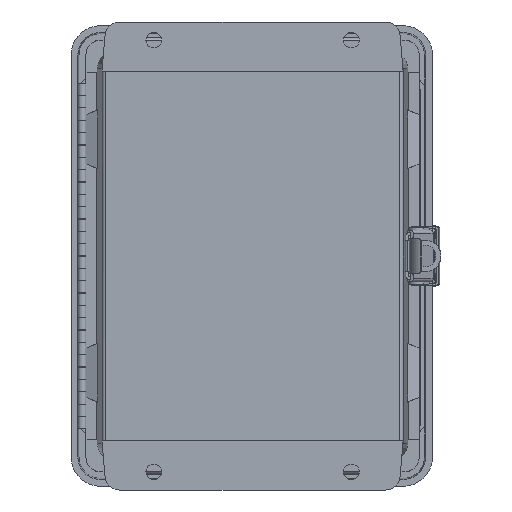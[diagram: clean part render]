
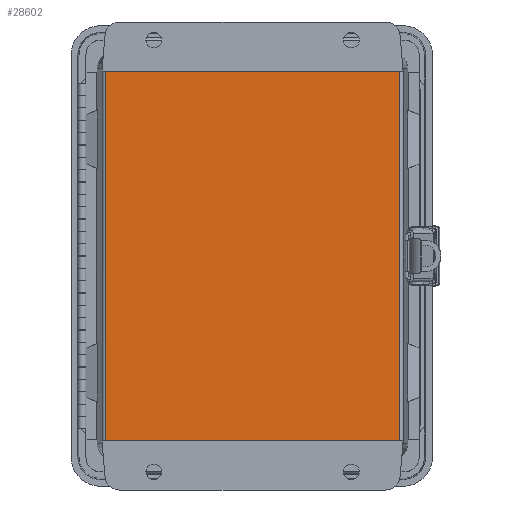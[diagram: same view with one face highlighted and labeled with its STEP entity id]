
A CAD part, front view. The second image highlights one B-rep face of the part: STEP entity #28602.
In plain terms, the highlighted planar face has unit normal (0, -1, 0).
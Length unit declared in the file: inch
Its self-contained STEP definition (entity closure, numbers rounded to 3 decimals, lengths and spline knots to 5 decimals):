
#471 = LINE ( 'NONE', #25120, #27396 ) ;
#672 = EDGE_CURVE ( 'NONE', #2248, #13787, #21027, .T. ) ;
#2248 = VERTEX_POINT ( 'NONE', #20800 ) ;
#3188 = EDGE_LOOP ( 'NONE', ( #30113, #11848, #6311, #6630 ) ) ;
#4921 = CARTESIAN_POINT ( 'NONE',  ( 2.97931, 0., 3.74249 ) ) ;
#5196 = CARTESIAN_POINT ( 'NONE',  ( -2.7975, 0., 3.74249 ) ) ;
#6311 = ORIENTED_EDGE ( 'NONE', *, *, #15086, .F. ) ;
#6630 = ORIENTED_EDGE ( 'NONE', *, *, #32633, .T. ) ;
#6782 = CARTESIAN_POINT ( 'NONE',  ( -2.97931, 0., -3.798 ) ) ;
#7859 = DIRECTION ( 'NONE',  ( 1., 0., 0. ) ) ;
#8113 = CARTESIAN_POINT ( 'NONE',  ( -2.7975, 0., -3.74249 ) ) ;
#9208 = VERTEX_POINT ( 'NONE', #13046 ) ;
#11848 = ORIENTED_EDGE ( 'NONE', *, *, #12534, .T. ) ;
#12534 = EDGE_CURVE ( 'NONE', #2248, #9208, #32337, .T. ) ;
#13046 = CARTESIAN_POINT ( 'NONE',  ( -2.97931, 0., -3.74249 ) ) ;
#13787 = VERTEX_POINT ( 'NONE', #4921 ) ;
#15058 = VERTEX_POINT ( 'NONE', #23617 ) ;
#15086 = EDGE_CURVE ( 'NONE', #15058, #9208, #31443, .T. ) ;
#16434 = DIRECTION ( 'NONE',  ( 0., 0., -1. ) ) ;
#17142 = DIRECTION ( 'NONE',  ( 0., 0., -1. ) ) ;
#18444 = VECTOR ( 'NONE', #17142, 39.37008 ) ;
#20800 = CARTESIAN_POINT ( 'NONE',  ( -2.97931, 0., 3.74249 ) ) ;
#21027 = LINE ( 'NONE', #5196, #27909 ) ;
#21570 = CARTESIAN_POINT ( 'NONE',  ( -2.7975, 0., -3.798 ) ) ;
#23617 = CARTESIAN_POINT ( 'NONE',  ( 2.97931, 0., -3.74249 ) ) ;
#25120 = CARTESIAN_POINT ( 'NONE',  ( 2.97931, 0., 3.798 ) ) ;
#25227 = DIRECTION ( 'NONE',  ( 0., 0., 1. ) ) ;
#25543 = FACE_OUTER_BOUND ( 'NONE', #3188, .T. ) ;
#26342 = DIRECTION ( 'NONE',  ( -1., 0., 0. ) ) ;
#26797 = PLANE ( 'NONE',  #27921 ) ;
#27396 = VECTOR ( 'NONE', #25227, 39.37008 ) ;
#27909 = VECTOR ( 'NONE', #7859, 39.37008 ) ;
#27921 = AXIS2_PLACEMENT_3D ( 'NONE', #21570, #32054, #16434 ) ;
#28602 = ADVANCED_FACE ( 'NONE', ( #25543 ), #26797, .T. ) ;
#30113 = ORIENTED_EDGE ( 'NONE', *, *, #672, .F. ) ;
#30607 = VECTOR ( 'NONE', #26342, 39.37008 ) ;
#31443 = LINE ( 'NONE', #8113, #30607 ) ;
#32054 = DIRECTION ( 'NONE',  ( 0., -1., 0. ) ) ;
#32337 = LINE ( 'NONE', #6782, #18444 ) ;
#32633 = EDGE_CURVE ( 'NONE', #15058, #13787, #471, .T. ) ;
